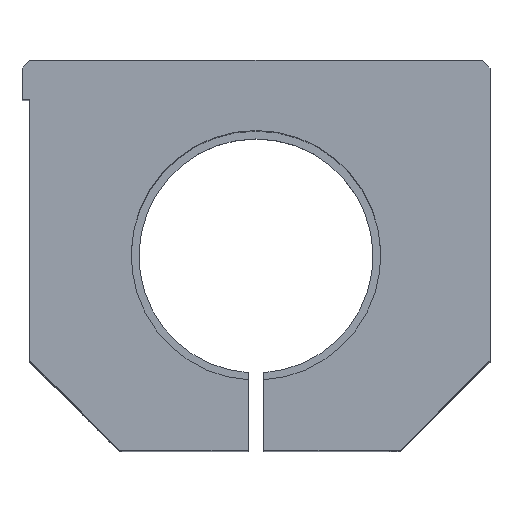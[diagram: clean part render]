
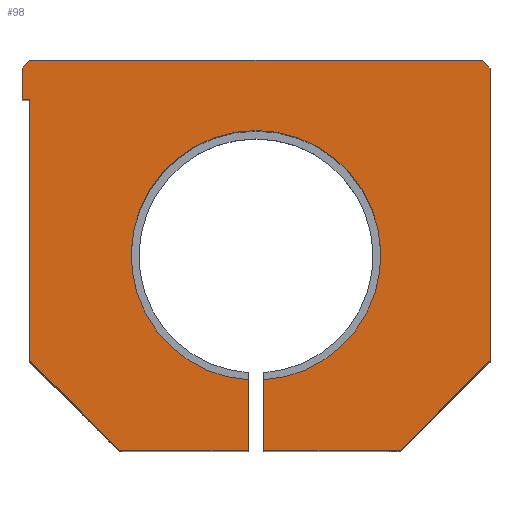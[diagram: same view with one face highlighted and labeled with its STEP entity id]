
A CAD part, top view. The second image highlights one B-rep face of the part: STEP entity #98.
In plain terms, the highlighted planar face has unit normal (0, 0, 1).
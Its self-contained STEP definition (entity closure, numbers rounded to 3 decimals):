
#98 = ADVANCED_FACE( '', ( #260 ), #261, .T. );
#260 = FACE_OUTER_BOUND( '', #523, .T. );
#261 = PLANE( '', #524 );
#523 = EDGE_LOOP( '', ( #787, #788, #789, #790, #791, #792, #793, #794, #795, #796, #797, #798, #799, #800 ) );
#524 = AXIS2_PLACEMENT_3D( '', #801, #802, #803 );
#787 = ORIENTED_EDGE( '', *, *, #1412, .F. );
#788 = ORIENTED_EDGE( '', *, *, #1413, .T. );
#789 = ORIENTED_EDGE( '', *, *, #1414, .T. );
#790 = ORIENTED_EDGE( '', *, *, #1415, .T. );
#791 = ORIENTED_EDGE( '', *, *, #1416, .T. );
#792 = ORIENTED_EDGE( '', *, *, #1417, .T. );
#793 = ORIENTED_EDGE( '', *, *, #1418, .T. );
#794 = ORIENTED_EDGE( '', *, *, #1419, .T. );
#795 = ORIENTED_EDGE( '', *, *, #1420, .T. );
#796 = ORIENTED_EDGE( '', *, *, #1421, .T. );
#797 = ORIENTED_EDGE( '', *, *, #1422, .T. );
#798 = ORIENTED_EDGE( '', *, *, #1423, .T. );
#799 = ORIENTED_EDGE( '', *, *, #1424, .T. );
#800 = ORIENTED_EDGE( '', *, *, #1425, .T. );
#801 = CARTESIAN_POINT( '', ( 0., 0., 104. ) );
#802 = DIRECTION( '', ( 0., 0., 1. ) );
#803 = DIRECTION( '', ( 1., 0., 0. ) );
#1412 = EDGE_CURVE( '', #1661, #1662, #1663, .T. );
#1413 = EDGE_CURVE( '', #1661, #1664, #1665, .T. );
#1414 = EDGE_CURVE( '', #1664, #1666, #1667, .T. );
#1415 = EDGE_CURVE( '', #1666, #1668, #1669, .T. );
#1416 = EDGE_CURVE( '', #1668, #1670, #1671, .T. );
#1417 = EDGE_CURVE( '', #1670, #1672, #1673, .T. );
#1418 = EDGE_CURVE( '', #1672, #1674, #1675, .T. );
#1419 = EDGE_CURVE( '', #1674, #1676, #1677, .T. );
#1420 = EDGE_CURVE( '', #1676, #1678, #1679, .T. );
#1421 = EDGE_CURVE( '', #1678, #1680, #1681, .T. );
#1422 = EDGE_CURVE( '', #1680, #1682, #1683, .T. );
#1423 = EDGE_CURVE( '', #1682, #1684, #1685, .T. );
#1424 = EDGE_CURVE( '', #1684, #1686, #1687, .T. );
#1425 = EDGE_CURVE( '', #1686, #1662, #1688, .T. );
#1661 = VERTEX_POINT( '', #2027 );
#1662 = VERTEX_POINT( '', #2028 );
#1663 = LINE( '', #2029, #2030 );
#1664 = VERTEX_POINT( '', #2031 );
#1665 = LINE( '', #2032, #2033 );
#1666 = VERTEX_POINT( '', #2034 );
#1667 = LINE( '', #2035, #2036 );
#1668 = VERTEX_POINT( '', #2037 );
#1669 = LINE( '', #2038, #2039 );
#1670 = VERTEX_POINT( '', #2040 );
#1671 = LINE( '', #2041, #2042 );
#1672 = VERTEX_POINT( '', #2043 );
#1673 = LINE( '', #2044, #2045 );
#1674 = VERTEX_POINT( '', #2046 );
#1675 = LINE( '', #2047, #2048 );
#1676 = VERTEX_POINT( '', #2049 );
#1677 = LINE( '', #2050, #2051 );
#1678 = VERTEX_POINT( '', #2052 );
#1679 = LINE( '', #2053, #2054 );
#1680 = VERTEX_POINT( '', #2055 );
#1681 = LINE( '', #2056, #2057 );
#1682 = VERTEX_POINT( '', #2058 );
#1683 = LINE( '', #2059, #2060 );
#1684 = VERTEX_POINT( '', #2061 );
#1685 = LINE( '', #2062, #2063 );
#1686 = VERTEX_POINT( '', #2064 );
#1687 = LINE( '', #2065, #2066 );
#1688 = CIRCLE( '', #2067, 16. );
#2027 = CARTESIAN_POINT( '', ( 1., 0., 104. ) );
#2028 = CARTESIAN_POINT( '', ( 1., 9.031, 104. ) );
#2029 = CARTESIAN_POINT( '', ( 1., 0., 104. ) );
#2030 = VECTOR( '', #2558, 1000. );
#2031 = CARTESIAN_POINT( '', ( 18.5, 0., 104. ) );
#2032 = CARTESIAN_POINT( '', ( -17.5, 0., 104. ) );
#2033 = VECTOR( '', #2559, 1000. );
#2034 = CARTESIAN_POINT( '', ( 30., 11.5, 104. ) );
#2035 = CARTESIAN_POINT( '', ( 18.5, 0., 104. ) );
#2036 = VECTOR( '', #2560, 1000. );
#2037 = CARTESIAN_POINT( '', ( 30., 49., 104. ) );
#2038 = CARTESIAN_POINT( '', ( 30., 11.5, 104. ) );
#2039 = VECTOR( '', #2561, 1000. );
#2040 = CARTESIAN_POINT( '', ( 29., 50., 104. ) );
#2041 = CARTESIAN_POINT( '', ( 30., 49., 104. ) );
#2042 = VECTOR( '', #2562, 1000. );
#2043 = CARTESIAN_POINT( '', ( -29., 50., 104. ) );
#2044 = CARTESIAN_POINT( '', ( 29., 50., 104. ) );
#2045 = VECTOR( '', #2563, 1000. );
#2046 = CARTESIAN_POINT( '', ( -30., 49., 104. ) );
#2047 = CARTESIAN_POINT( '', ( -29., 50., 104. ) );
#2048 = VECTOR( '', #2564, 1000. );
#2049 = CARTESIAN_POINT( '', ( -30., 45., 104. ) );
#2050 = CARTESIAN_POINT( '', ( -30., 49., 104. ) );
#2051 = VECTOR( '', #2565, 1000. );
#2052 = CARTESIAN_POINT( '', ( -29., 45., 104. ) );
#2053 = CARTESIAN_POINT( '', ( -30., 45., 104. ) );
#2054 = VECTOR( '', #2566, 1000. );
#2055 = CARTESIAN_POINT( '', ( -29., 11.5, 104. ) );
#2056 = CARTESIAN_POINT( '', ( -29., 45., 104. ) );
#2057 = VECTOR( '', #2567, 1000. );
#2058 = CARTESIAN_POINT( '', ( -17.5, 0., 104. ) );
#2059 = CARTESIAN_POINT( '', ( -29., 11.5, 104. ) );
#2060 = VECTOR( '', #2568, 1000. );
#2061 = CARTESIAN_POINT( '', ( -1., 0., 104. ) );
#2062 = CARTESIAN_POINT( '', ( -17.5, 0., 104. ) );
#2063 = VECTOR( '', #2569, 1000. );
#2064 = CARTESIAN_POINT( '', ( -1., 9.031, 104. ) );
#2065 = CARTESIAN_POINT( '', ( -1., 0., 104. ) );
#2066 = VECTOR( '', #2570, 1000. );
#2067 = AXIS2_PLACEMENT_3D( '', #2571, #2572, #2573 );
#2558 = DIRECTION( '', ( 0., 1., 0. ) );
#2559 = DIRECTION( '', ( 1., 0., 0. ) );
#2560 = DIRECTION( '', ( 0.707, 0.707, 0. ) );
#2561 = DIRECTION( '', ( 0., 1., 0. ) );
#2562 = DIRECTION( '', ( -0.707, 0.707, 0. ) );
#2563 = DIRECTION( '', ( -1., 0., 0. ) );
#2564 = DIRECTION( '', ( -0.707, -0.707, 0. ) );
#2565 = DIRECTION( '', ( 0., -1., 0. ) );
#2566 = DIRECTION( '', ( 1., 0., 0. ) );
#2567 = DIRECTION( '', ( 0., -1., 0. ) );
#2568 = DIRECTION( '', ( 0.707, -0.707, 0. ) );
#2569 = DIRECTION( '', ( 1., 0., 0. ) );
#2570 = DIRECTION( '', ( 0., 1., 0. ) );
#2571 = CARTESIAN_POINT( '', ( 0., 25., 104. ) );
#2572 = DIRECTION( '', ( 0., 0., -1. ) );
#2573 = DIRECTION( '', ( -1., 0., 0. ) );
